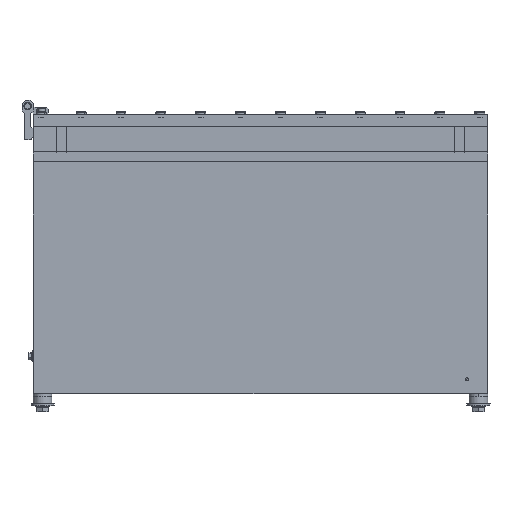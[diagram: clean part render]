
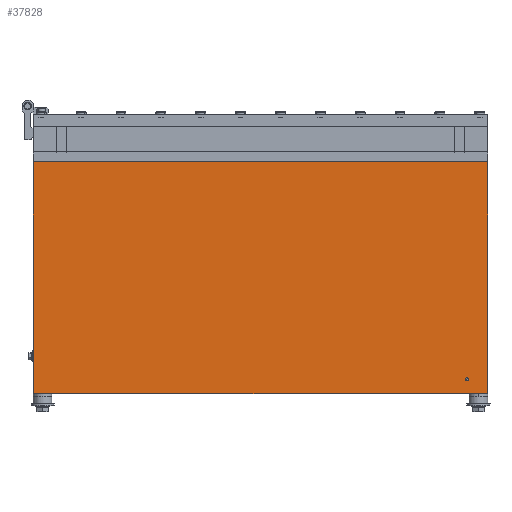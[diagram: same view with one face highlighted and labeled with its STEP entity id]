
A CAD part, front view. The second image highlights one B-rep face of the part: STEP entity #37828.
In plain terms, the highlighted planar face has unit normal (0, -1, 0).
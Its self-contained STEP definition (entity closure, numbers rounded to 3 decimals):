
#1445 = AXIS2_PLACEMENT_3D ( 'NONE', #11570, #11571, #11572 ) ;
#1456 = AXIS2_PLACEMENT_3D ( 'NONE', #11629, #11630, #11631 ) ;
#2554 = AXIS2_PLACEMENT_3D ( 'NONE', #17013, #17019, #17020 ) ;
#3403 = EDGE_CURVE ( 'NONE', #12747, #12767, #10606, .T. ) ;
#3404 = EDGE_CURVE ( 'NONE', #12747, #12838, #10607, .T. ) ;
#3405 = EDGE_CURVE ( 'NONE', #12838, #12829, #10609, .T. ) ;
#3437 = EDGE_CURVE ( 'NONE', #12803, #12705, #10661, .T. ) ;
#3445 = EDGE_CURVE ( 'NONE', #12829, #12699, #10683, .T. ) ;
#3449 = EDGE_CURVE ( 'NONE', #12699, #12748, #10680, .T. ) ;
#3453 = EDGE_CURVE ( 'NONE', #12748, #12767, #10698, .T. ) ;
#3461 = EDGE_CURVE ( 'NONE', #12705, #12803, #10711, .T. ) ;
#10606 = LINE ( 'NONE', #11411, #10611 ) ;
#10607 = LINE ( 'NONE', #11410, #10613 ) ;
#10609 = LINE ( 'NONE', #11403, #10616 ) ;
#10611 = VECTOR ( 'NONE', #11399, 1000. ) ;
#10613 = VECTOR ( 'NONE', #11416, 1000. ) ;
#10616 = VECTOR ( 'NONE', #11417, 1000. ) ;
#10661 = CIRCLE ( 'NONE', #1445, 2.5 ) ;
#10680 = LINE ( 'NONE', #11597, #10692 ) ;
#10683 = LINE ( 'NONE', #11581, #10685 ) ;
#10685 = VECTOR ( 'NONE', #11580, 1000. ) ;
#10692 = VECTOR ( 'NONE', #11592, 1000. ) ;
#10698 = LINE ( 'NONE', #11608, #10702 ) ;
#10702 = VECTOR ( 'NONE', #11609, 1000. ) ;
#10711 = CIRCLE ( 'NONE', #1456, 2.5 ) ;
#11399 = DIRECTION ( 'NONE',  ( 0., 0., -1. ) ) ;
#11403 = CARTESIAN_POINT ( 'NONE',  ( -365., -365., 380. ) ) ;
#11410 = CARTESIAN_POINT ( 'NONE',  ( 365., -365., 372.5 ) ) ;
#11411 = CARTESIAN_POINT ( 'NONE',  ( 365., -365., 380. ) ) ;
#11416 = DIRECTION ( 'NONE',  ( -1., 0., 0. ) ) ;
#11417 = DIRECTION ( 'NONE',  ( 0., 0., -1. ) ) ;
#11570 = CARTESIAN_POINT ( 'NONE',  ( 331.459, -365., 23.429 ) ) ;
#11571 = DIRECTION ( 'NONE',  ( 0., -1., 0. ) ) ;
#11572 = DIRECTION ( 'NONE',  ( 0., 0., -1. ) ) ;
#11580 = DIRECTION ( 'NONE',  ( 1., 0., 0. ) ) ;
#11581 = CARTESIAN_POINT ( 'NONE',  ( -365., -365., 0. ) ) ;
#11592 = DIRECTION ( 'NONE',  ( 1., 0., 0. ) ) ;
#11597 = CARTESIAN_POINT ( 'NONE',  ( -365., -365., 0. ) ) ;
#11608 = CARTESIAN_POINT ( 'NONE',  ( -365., -365., 0. ) ) ;
#11609 = DIRECTION ( 'NONE',  ( 1., 0., 0. ) ) ;
#11629 = CARTESIAN_POINT ( 'NONE',  ( 331.459, -365., 23.429 ) ) ;
#11630 = DIRECTION ( 'NONE',  ( 0., -1., 0. ) ) ;
#11631 = DIRECTION ( 'NONE',  ( 0., 0., -1. ) ) ;
#12332 = CARTESIAN_POINT ( 'NONE',  ( -350., -365., 0. ) ) ;
#12337 = CARTESIAN_POINT ( 'NONE',  ( 331.459, -365., 25.929 ) ) ;
#12377 = CARTESIAN_POINT ( 'NONE',  ( 365., -365., 372.5 ) ) ;
#12378 = CARTESIAN_POINT ( 'NONE',  ( 350., -365., 0. ) ) ;
#12396 = CARTESIAN_POINT ( 'NONE',  ( 365., -365., 0. ) ) ;
#12699 = VERTEX_POINT ( 'NONE', #12332 ) ;
#12705 = VERTEX_POINT ( 'NONE', #12337 ) ;
#12747 = VERTEX_POINT ( 'NONE', #12377 ) ;
#12748 = VERTEX_POINT ( 'NONE', #12378 ) ;
#12767 = VERTEX_POINT ( 'NONE', #12396 ) ;
#12803 = VERTEX_POINT ( 'NONE', #14734 ) ;
#12829 = VERTEX_POINT ( 'NONE', #14758 ) ;
#12838 = VERTEX_POINT ( 'NONE', #14766 ) ;
#13867 = EDGE_LOOP ( 'NONE', ( #14350, #14213, #14399, #14455, #14370, #14414 ) ) ;
#13879 = EDGE_LOOP ( 'NONE', ( #14432, #14282 ) ) ;
#14213 = ORIENTED_EDGE ( 'NONE', *, *, #3404, .T. ) ;
#14282 = ORIENTED_EDGE ( 'NONE', *, *, #3461, .F. ) ;
#14350 = ORIENTED_EDGE ( 'NONE', *, *, #3403, .F. ) ;
#14370 = ORIENTED_EDGE ( 'NONE', *, *, #3449, .T. ) ;
#14399 = ORIENTED_EDGE ( 'NONE', *, *, #3405, .T. ) ;
#14414 = ORIENTED_EDGE ( 'NONE', *, *, #3453, .T. ) ;
#14432 = ORIENTED_EDGE ( 'NONE', *, *, #3437, .F. ) ;
#14455 = ORIENTED_EDGE ( 'NONE', *, *, #3445, .T. ) ;
#14734 = CARTESIAN_POINT ( 'NONE',  ( 331.459, -365., 20.929 ) ) ;
#14758 = CARTESIAN_POINT ( 'NONE',  ( -365., -365., 0. ) ) ;
#14766 = CARTESIAN_POINT ( 'NONE',  ( -365., -365., 372.5 ) ) ;
#17013 = CARTESIAN_POINT ( 'NONE',  ( -365., -365., 380. ) ) ;
#17014 = PLANE ( 'NONE',  #2554 ) ;
#17019 = DIRECTION ( 'NONE',  ( 0., 1., 0. ) ) ;
#17020 = DIRECTION ( 'NONE',  ( 0., 0., 1. ) ) ;
#35136 = FACE_BOUND ( 'NONE', #13879, .T. ) ;
#35142 = FACE_OUTER_BOUND ( 'NONE', #13867, .T. ) ;
#37828 = ADVANCED_FACE ( 'NONE', ( #35136, #35142 ), #17014, .F. ) ;
